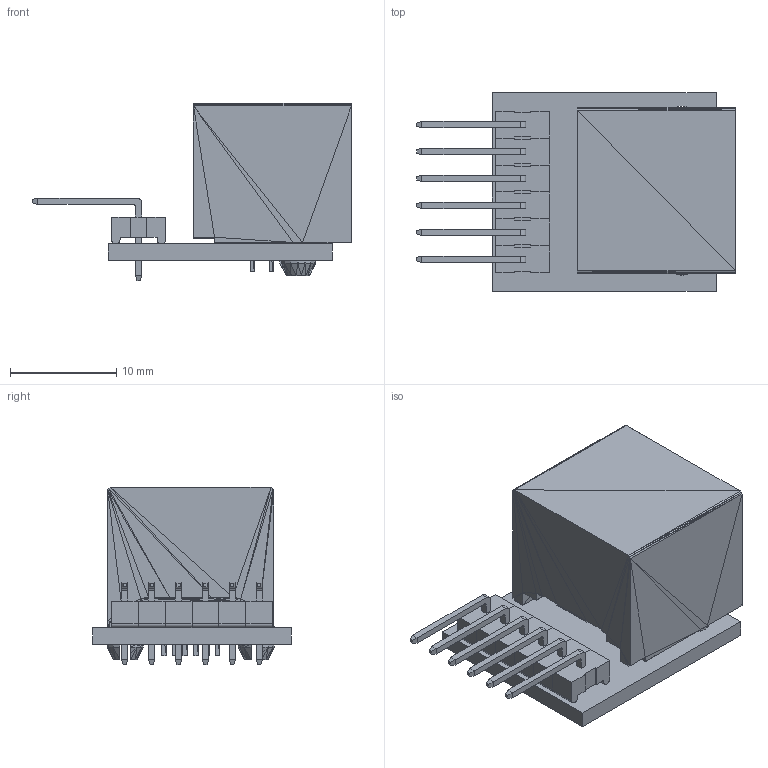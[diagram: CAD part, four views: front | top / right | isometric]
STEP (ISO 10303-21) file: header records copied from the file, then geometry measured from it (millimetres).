
FILE_DESCRIPTION(('for SolidWorks'),'2;1');
FILE_NAME( 'mcp2pickit.step', '2020-10-27T18:17:03',('user'),(''),'Open CASCADE STEP processor 6.6', 'DipTrace','Unknown');
FILE_SCHEMA(('AUTOMOTIVE_DESIGN { 1 0 10303 214 1 1 1 1 }'));
Length unit declared in the file: millimetre
Products named in the file (4): PCB_mcp2pickit; Board_mcp2pickit; hdr-1x6th_2.54_15x13; 43860-0002
Assembly tree (3 placements, depth 2):
  PCB_mcp2pickit
    Board_mcp2pickit
    hdr-1x6th_2.54_15x13
    43860-0002
Bounding box: 30.08 x 18.73 x 16.74 mm (x, y, z)
Volume: 585.8 mm3; surface area: 3685.6 mm2
Topology: 1 solids, 10 shells, 1748 faces, 2937 edges, 1219 vertices
Faces by surface type: plane 1688, cylinder 60
Full cylindrical faces by diameter (mm): 0.35 x10, 0.89 x6, 1.1 x6, 3.25 x2
Entity records: 49415 total; most frequent: DIRECTION 6561, CARTESIAN_POINT 5908, ORIENTED_EDGE 5874, EDGE_CURVE 2937, LINE 2817, VECTOR 2817, AXIS2_PLACEMENT_3D 1872, FACE_BOUND 1808
